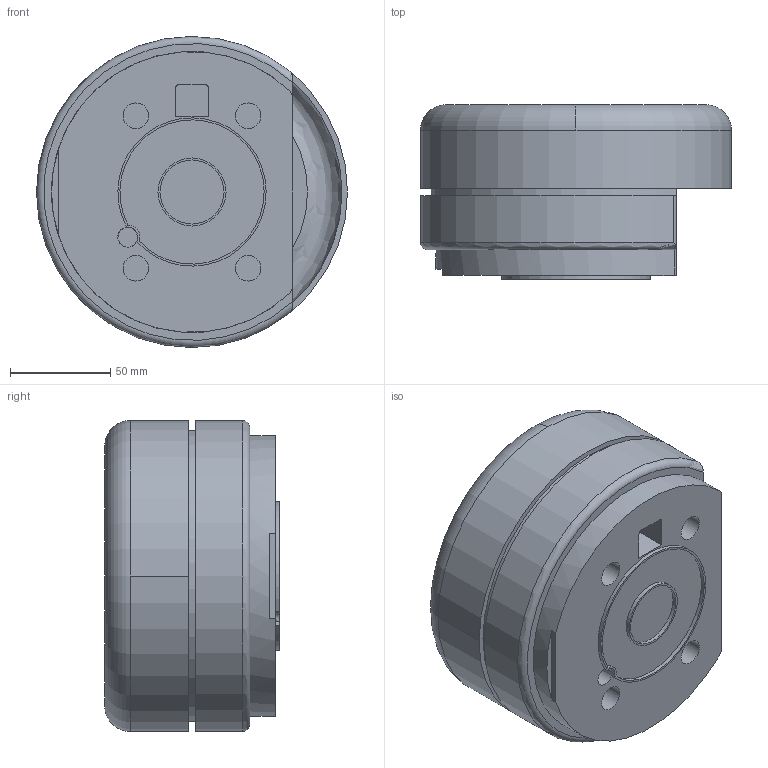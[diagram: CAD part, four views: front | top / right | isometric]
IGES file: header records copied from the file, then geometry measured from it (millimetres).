
Global section: file name: No Iges File Name specified; native system: Autodesk Inventor 2010; preprocessor: AutoDesk Inventor Iges Exporter R2010; author: pitzer; date: 20100318.102545; units: millimetre
Bounding box: 155 x 87 x 155 mm (x, y, z)
Volume: 591846.3 mm3; surface area: 170176 mm2
Topology: 2 solids, 2 shells, 104 faces, 256 edges, 171 vertices
Faces by surface type: revolution 43, plane 32, cylinder 26, torus 3
